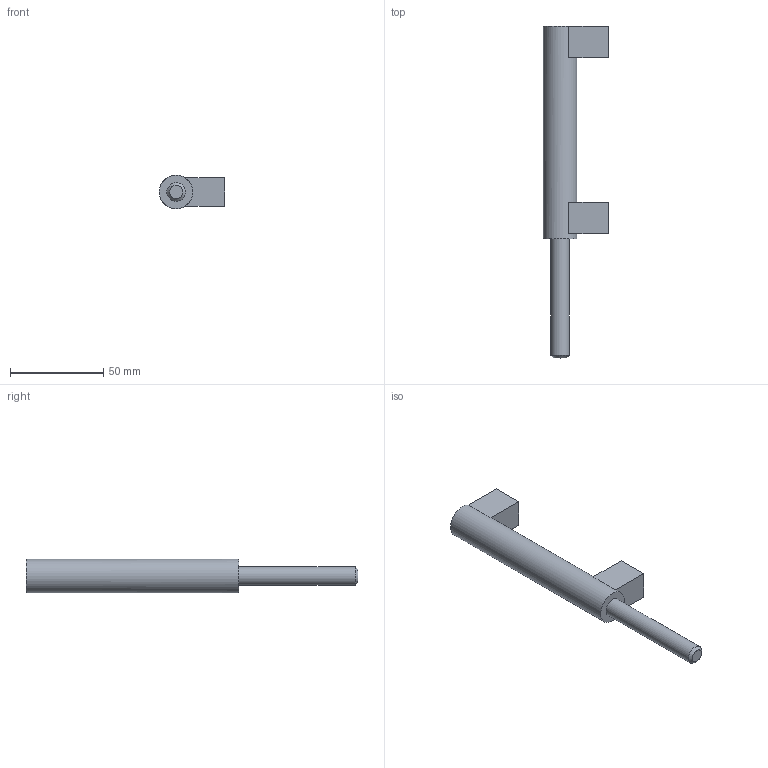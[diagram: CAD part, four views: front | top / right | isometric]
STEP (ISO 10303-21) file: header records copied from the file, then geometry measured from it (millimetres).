
FILE_DESCRIPTION(/* description */ (''),/* implementation_level */ '2;1');
FILE_NAME(/* name */ '3D_300-0313-XX.sat.ipt.stp',/* time_stamp */ '2022-07-18T16:47:03+02:00',/* author */ (''),/* organization */ (''),/* preprocessor_version */ 'ST-DEVELOPER v18.1',/* originating_system */ 'Autodesk Inventor 2021',/* authorisation */ '');
FILE_SCHEMA (('CONFIG_CONTROL_DESIGN'));
Length unit declared in the file: millimetre
Products named in the file (1): 3D_300-0313-XX.sat
Bounding box: 35 x 178 x 18 mm (x, y, z)
Volume: 43123.4 mm3; surface area: 12018.5 mm2
Topology: 1 solids, 1 shells, 25 faces, 56 edges, 37 vertices
Faces by surface type: plane 22, cylinder 2, cone 1
Full cylindrical faces by diameter (mm): 10 x1, 18 x1
Entity records: 741 total; most frequent: CARTESIAN_POINT 119, DIRECTION 117, ORIENTED_EDGE 112, EDGE_CURVE 56, LINE 47, VECTOR 47, VERTEX_POINT 37, AXIS2_PLACEMENT_3D 35
